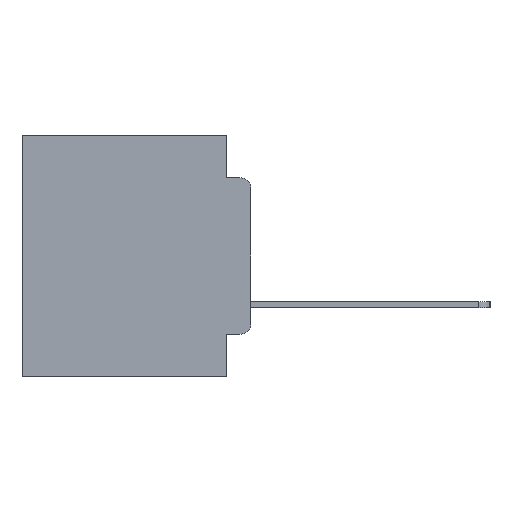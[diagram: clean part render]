
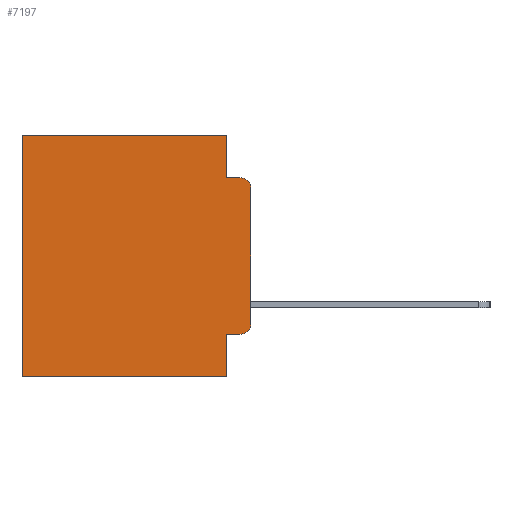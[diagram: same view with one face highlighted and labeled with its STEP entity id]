
A CAD part, left-side view. The second image highlights one B-rep face of the part: STEP entity #7197.
In plain terms, the highlighted planar face has unit normal (-1, 0, 0).
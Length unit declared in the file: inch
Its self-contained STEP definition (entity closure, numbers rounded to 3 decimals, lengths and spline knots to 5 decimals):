
#75 = LINE ( 'NONE', #12488, #22103 ) ;
#1025 = DIRECTION ( 'NONE',  ( 0., 1., 0. ) ) ;
#1469 = VECTOR ( 'NONE', #13617, 39.37008 ) ;
#1490 = ORIENTED_EDGE ( 'NONE', *, *, #1722, .T. ) ;
#1542 = CARTESIAN_POINT ( 'NONE',  ( 0.298, 0.051, -0.4115 ) ) ;
#1628 = EDGE_CURVE ( 'NONE', #12861, #7978, #24217, .T. ) ;
#1722 = EDGE_CURVE ( 'NONE', #20088, #11657, #22196, .T. ) ;
#1847 = CARTESIAN_POINT ( 'NONE',  ( 0.298, 0., -0.1085 ) ) ;
#2274 = ORIENTED_EDGE ( 'NONE', *, *, #25982, .T. ) ;
#2683 = CARTESIAN_POINT ( 'NONE',  ( 0.298, 0.473, -0.5 ) ) ;
#2797 = FACE_OUTER_BOUND ( 'NONE', #22387, .T. ) ;
#3222 = EDGE_CURVE ( 'NONE', #23510, #23418, #25097, .T. ) ;
#4166 = DIRECTION ( 'NONE',  ( 0., 0., -1. ) ) ;
#4305 = DIRECTION ( 'NONE',  ( 0., -1., 0. ) ) ;
#4417 = CARTESIAN_POINT ( 'NONE',  ( 0.298, 0.02, -0.3915 ) ) ;
#4827 = ORIENTED_EDGE ( 'NONE', *, *, #16703, .F. ) ;
#4991 = VERTEX_POINT ( 'NONE', #24382 ) ;
#5218 = EDGE_CURVE ( 'NONE', #20088, #16666, #13823, .T. ) ;
#5779 = EDGE_CURVE ( 'NONE', #4991, #9812, #12819, .T. ) ;
#6105 = VERTEX_POINT ( 'NONE', #9415 ) ;
#6572 = AXIS2_PLACEMENT_3D ( 'NONE', #15165, #15139, #15870 ) ;
#7197 = ADVANCED_FACE ( 'NONE', ( #2797 ), #21484, .F. ) ;
#7978 = VERTEX_POINT ( 'NONE', #2683 ) ;
#8348 = VECTOR ( 'NONE', #4305, 39.37008 ) ;
#8580 = DIRECTION ( 'NONE',  ( 0., 0., -1. ) ) ;
#8620 = CARTESIAN_POINT ( 'NONE',  ( 0.298, 0., -0.5 ) ) ;
#8754 = ORIENTED_EDGE ( 'NONE', *, *, #5218, .F. ) ;
#9415 = CARTESIAN_POINT ( 'NONE',  ( 0.298, 0.051, -0.4115 ) ) ;
#9552 = CARTESIAN_POINT ( 'NONE',  ( 0.298, 0., 0. ) ) ;
#9812 = VERTEX_POINT ( 'NONE', #26246 ) ;
#10921 = CARTESIAN_POINT ( 'NONE',  ( 0.298, 0., 0. ) ) ;
#11608 = VECTOR ( 'NONE', #24748, 39.37008 ) ;
#11657 = VERTEX_POINT ( 'NONE', #27669 ) ;
#12100 = DIRECTION ( 'NONE',  ( 0., 0., -1. ) ) ;
#12171 = DIRECTION ( 'NONE',  ( -1., 0., 0. ) ) ;
#12488 = CARTESIAN_POINT ( 'NONE',  ( 0.298, 0.051, -0.0885 ) ) ;
#12819 = CIRCLE ( 'NONE', #19667, 0.02 ) ;
#12842 = ORIENTED_EDGE ( 'NONE', *, *, #5779, .T. ) ;
#12861 = VERTEX_POINT ( 'NONE', #17321 ) ;
#12929 = LINE ( 'NONE', #23531, #23458 ) ;
#13061 = CARTESIAN_POINT ( 'NONE',  ( 0.298, 0.473, 0. ) ) ;
#13617 = DIRECTION ( 'NONE',  ( 0., 0., -1. ) ) ;
#13823 = LINE ( 'NONE', #24204, #1469 ) ;
#14373 = ORIENTED_EDGE ( 'NONE', *, *, #22239, .F. ) ;
#14635 = VECTOR ( 'NONE', #15252, 39.37008 ) ;
#14686 = DIRECTION ( 'NONE',  ( 0., -1., 0. ) ) ;
#15139 = DIRECTION ( 'NONE',  ( -1., 0., 0. ) ) ;
#15165 = CARTESIAN_POINT ( 'NONE',  ( 0.298, 0.02, -0.1085 ) ) ;
#15252 = DIRECTION ( 'NONE',  ( 0., 0., -1. ) ) ;
#15324 = LINE ( 'NONE', #13061, #14635 ) ;
#15413 = VECTOR ( 'NONE', #21787, 39.37008 ) ;
#15870 = DIRECTION ( 'NONE',  ( 0., 0., -1. ) ) ;
#16374 = ORIENTED_EDGE ( 'NONE', *, *, #27182, .T. ) ;
#16666 = VERTEX_POINT ( 'NONE', #25859 ) ;
#16703 = EDGE_CURVE ( 'NONE', #23510, #9812, #20915, .T. ) ;
#17321 = CARTESIAN_POINT ( 'NONE',  ( 0.298, 0.051, -0.5 ) ) ;
#17419 = DIRECTION ( 'NONE',  ( 1., 0., 0. ) ) ;
#18171 = ORIENTED_EDGE ( 'NONE', *, *, #3222, .T. ) ;
#18471 = AXIS2_PLACEMENT_3D ( 'NONE', #10921, #17419, #4166 ) ;
#18622 = VECTOR ( 'NONE', #1025, 39.37008 ) ;
#18743 = CARTESIAN_POINT ( 'NONE',  ( 0.298, 0.051, 0. ) ) ;
#18764 = EDGE_CURVE ( 'NONE', #6105, #12861, #12929, .T. ) ;
#19319 = ORIENTED_EDGE ( 'NONE', *, *, #18764, .F. ) ;
#19658 = ORIENTED_EDGE ( 'NONE', *, *, #1628, .F. ) ;
#19667 = AXIS2_PLACEMENT_3D ( 'NONE', #4417, #12171, #12100 ) ;
#20088 = VERTEX_POINT ( 'NONE', #18743 ) ;
#20915 = LINE ( 'NONE', #27921, #15413 ) ;
#21484 = PLANE ( 'NONE',  #18471 ) ;
#21787 = DIRECTION ( 'NONE',  ( 0., 0., -1. ) ) ;
#22103 = VECTOR ( 'NONE', #14686, 39.37008 ) ;
#22196 = LINE ( 'NONE', #9552, #11608 ) ;
#22239 = EDGE_CURVE ( 'NONE', #16666, #23418, #75, .T. ) ;
#22387 = EDGE_LOOP ( 'NONE', ( #4827, #18171, #14373, #8754, #1490, #2274, #19658, #19319, #16374, #12842 ) ) ;
#23418 = VERTEX_POINT ( 'NONE', #27573 ) ;
#23458 = VECTOR ( 'NONE', #8580, 39.37008 ) ;
#23510 = VERTEX_POINT ( 'NONE', #1847 ) ;
#23531 = CARTESIAN_POINT ( 'NONE',  ( 0.298, 0.051, 0. ) ) ;
#24204 = CARTESIAN_POINT ( 'NONE',  ( 0.298, 0.051, 0. ) ) ;
#24217 = LINE ( 'NONE', #8620, #18622 ) ;
#24382 = CARTESIAN_POINT ( 'NONE',  ( 0.298, 0.02, -0.4115 ) ) ;
#24730 = LINE ( 'NONE', #1542, #8348 ) ;
#24748 = DIRECTION ( 'NONE',  ( 0., 1., 0. ) ) ;
#25097 = CIRCLE ( 'NONE', #6572, 0.02 ) ;
#25859 = CARTESIAN_POINT ( 'NONE',  ( 0.298, 0.051, -0.0885 ) ) ;
#25982 = EDGE_CURVE ( 'NONE', #11657, #7978, #15324, .T. ) ;
#26246 = CARTESIAN_POINT ( 'NONE',  ( 0.298, 0., -0.3915 ) ) ;
#27182 = EDGE_CURVE ( 'NONE', #6105, #4991, #24730, .T. ) ;
#27573 = CARTESIAN_POINT ( 'NONE',  ( 0.298, 0.02, -0.0885 ) ) ;
#27669 = CARTESIAN_POINT ( 'NONE',  ( 0.298, 0.473, 0. ) ) ;
#27921 = CARTESIAN_POINT ( 'NONE',  ( 0.298, 0., 0. ) ) ;
